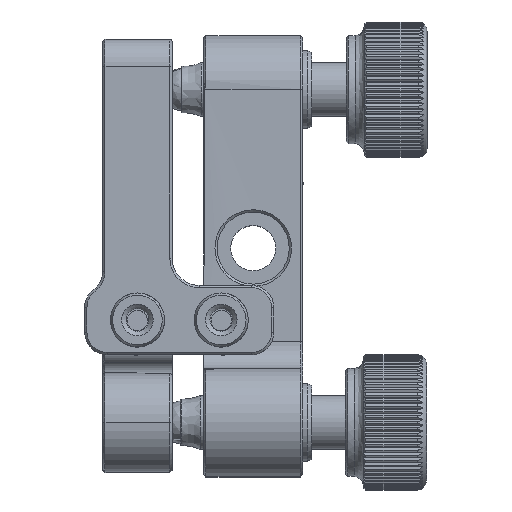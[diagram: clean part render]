
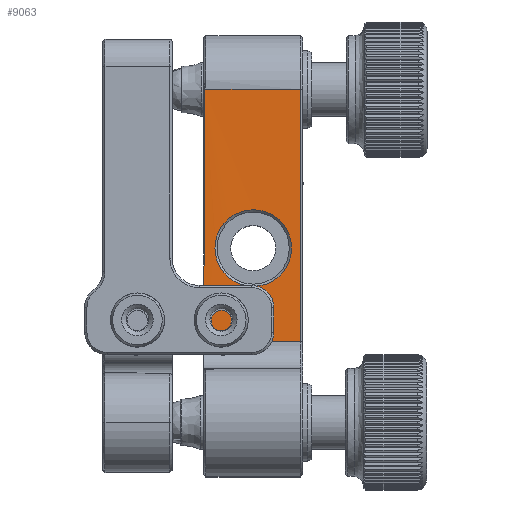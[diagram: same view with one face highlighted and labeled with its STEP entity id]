
A CAD part, top view. The second image highlights one B-rep face of the part: STEP entity #9063.
In plain terms, the highlighted planar face has unit normal (0, 0, 1).
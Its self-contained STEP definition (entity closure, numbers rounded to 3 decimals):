
#1890 = CARTESIAN_POINT ( 'NONE',  ( -15.242, -22.436, 36.5 ) ) ;
#2092 = CARTESIAN_POINT ( 'NONE',  ( -15.242, -22.436, 36.5 ) ) ;
#2357 = ORIENTED_EDGE ( 'NONE', *, *, #12061, .F. ) ;
#3320 = CARTESIAN_POINT ( 'NONE',  ( -9.742, -12.036, 36.5 ) ) ;
#3598 = CARTESIAN_POINT ( 'NONE',  ( -15.242, 11.564, 36.5 ) ) ;
#3813 = ORIENTED_EDGE ( 'NONE', *, *, #7817, .F. ) ;
#5121 = EDGE_CURVE ( 'NONE', #11630, #11630, #10955, .T. ) ;
#5292 = ORIENTED_EDGE ( 'NONE', *, *, #5121, .F. ) ;
#5548 = EDGE_CURVE ( 'NONE', #23696, #15154, #25834, .T. ) ;
#6302 = CARTESIAN_POINT ( 'NONE',  ( -4.492, 11.564, 36.5 ) ) ;
#6469 = LINE ( 'NONE', #6302, #20351 ) ;
#6748 = CARTESIAN_POINT ( 'NONE',  ( -5.492, -12.036, 36.5 ) ) ;
#7273 = EDGE_LOOP ( 'NONE', ( #5292 ) ) ;
#7817 = EDGE_CURVE ( 'NONE', #30391, #25743, #6469, .T. ) ;
#9063 = ADVANCED_FACE ( 'NONE', ( #14532, #14695 ), #16804, .F. ) ;
#10955 = CIRCLE ( 'NONE', #13550, 4.25 ) ;
#11630 = VERTEX_POINT ( 'NONE', #6748 ) ;
#11891 = VECTOR ( 'NONE', #30590, 1000. ) ;
#12061 = EDGE_CURVE ( 'NONE', #23696, #30391, #20502, .T. ) ;
#12107 = DIRECTION ( 'NONE',  ( 1., 0., 0. ) ) ;
#12705 = CARTESIAN_POINT ( 'NONE',  ( -4.492, 5.564, 36.5 ) ) ;
#13550 = AXIS2_PLACEMENT_3D ( 'NONE', #3320, #28314, #16115 ) ;
#13753 = EDGE_CURVE ( 'NONE', #15154, #25743, #24422, .T. ) ;
#13785 = DIRECTION ( 'NONE',  ( 0., -1., 0. ) ) ;
#14532 = FACE_OUTER_BOUND ( 'NONE', #22045, .T. ) ;
#14695 = FACE_BOUND ( 'NONE', #7273, .T. ) ;
#15154 = VERTEX_POINT ( 'NONE', #2092 ) ;
#16115 = DIRECTION ( 'NONE',  ( 1., 0., 0. ) ) ;
#16804 = PLANE ( 'NONE',  #22951 ) ;
#19719 = DIRECTION ( 'NONE',  ( 0., 0., -1. ) ) ;
#20351 = VECTOR ( 'NONE', #13785, 1000. ) ;
#20502 = LINE ( 'NONE', #30419, #11891 ) ;
#20678 = CARTESIAN_POINT ( 'NONE',  ( -4.492, -22.436, 36.5 ) ) ;
#22045 = EDGE_LOOP ( 'NONE', ( #31932, #31249, #3813, #2357 ) ) ;
#22072 = CARTESIAN_POINT ( 'NONE',  ( -15.117, 5.564, 36.375 ) ) ;
#22951 = AXIS2_PLACEMENT_3D ( 'NONE', #27194, #19719, #24261 ) ;
#23387 = DIRECTION ( 'NONE',  ( 0., -1., 0. ) ) ;
#23696 = VERTEX_POINT ( 'NONE', #22072 ) ;
#24261 = DIRECTION ( 'NONE',  ( 0., 1., 0. ) ) ;
#24422 = LINE ( 'NONE', #1890, #25276 ) ;
#25276 = VECTOR ( 'NONE', #12107, 1000. ) ;
#25743 = VERTEX_POINT ( 'NONE', #20678 ) ;
#25834 = LINE ( 'NONE', #3598, #25973 ) ;
#25973 = VECTOR ( 'NONE', #23387, 1000. ) ;
#27194 = CARTESIAN_POINT ( 'NONE',  ( -15.242, 11.564, 36.5 ) ) ;
#28314 = DIRECTION ( 'NONE',  ( 0., 0., 1. ) ) ;
#30391 = VERTEX_POINT ( 'NONE', #12705 ) ;
#30419 = CARTESIAN_POINT ( 'NONE',  ( -15.242, 5.564, 36.5 ) ) ;
#30590 = DIRECTION ( 'NONE',  ( 1., 0., 0. ) ) ;
#31249 = ORIENTED_EDGE ( 'NONE', *, *, #13753, .T. ) ;
#31932 = ORIENTED_EDGE ( 'NONE', *, *, #5548, .T. ) ;
